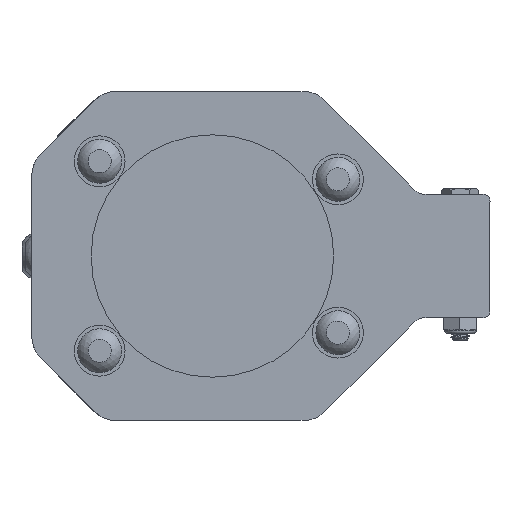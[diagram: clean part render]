
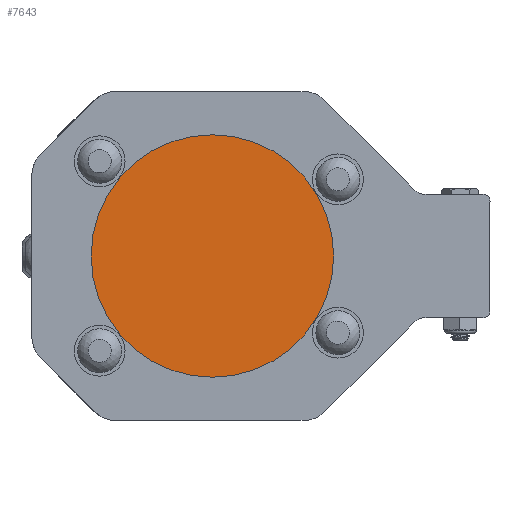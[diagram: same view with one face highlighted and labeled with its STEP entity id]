
A CAD part, left-side view. The second image highlights one B-rep face of the part: STEP entity #7643.
In plain terms, the highlighted planar face has unit normal (-1, 0, 0).
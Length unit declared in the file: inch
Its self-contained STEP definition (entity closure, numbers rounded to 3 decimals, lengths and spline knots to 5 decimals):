
#1438=PLANE('',#8486);
#1866=CIRCLE('',#8484,1.0325);
#2378=FACE_OUTER_BOUND('',#3028,.T.);
#3028=EDGE_LOOP('',(#6435));
#4083=VERTEX_POINT('',#26463);
#4934=EDGE_CURVE('',#4083,#4083,#1866,.T.);
#6435=ORIENTED_EDGE('',*,*,#4934,.T.);
#7643=ADVANCED_FACE('',(#2378),#1438,.F.);
#8484=AXIS2_PLACEMENT_3D('',#26464,#10280,#10281);
#8486=AXIS2_PLACEMENT_3D('',#26467,#10284,#10285);
#10280=DIRECTION('center_axis',(-1.,0.,0.));
#10281=DIRECTION('ref_axis',(0.,0.,
-1.));
#10284=DIRECTION('center_axis',(1.,0.,0.));
#10285=DIRECTION('ref_axis',(0.,0.,-1.));
#26463=CARTESIAN_POINT('',(-3.05584,1.4534,1.28968));
#26464=CARTESIAN_POINT('Origin',(-3.05584,1.4534,0.25718));
#26467=CARTESIAN_POINT('Origin',(-3.05584,1.4534,0.25718));
